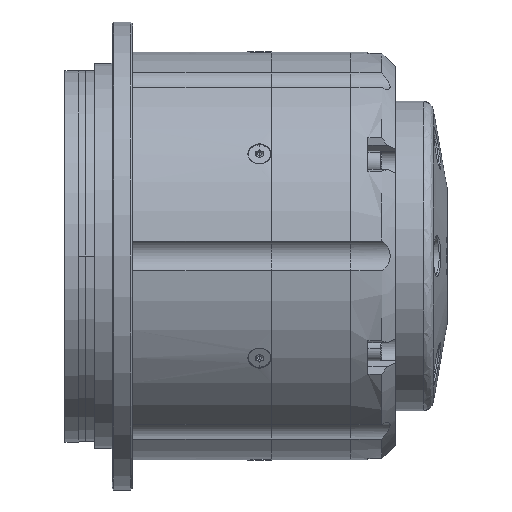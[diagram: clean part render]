
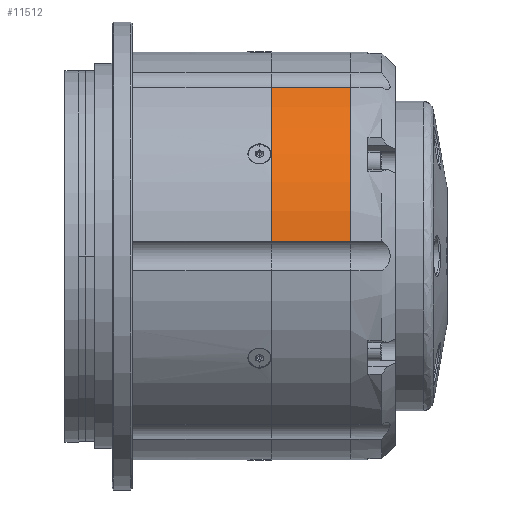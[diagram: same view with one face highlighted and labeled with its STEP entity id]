
A CAD part, left-side view. The second image highlights one B-rep face of the part: STEP entity #11512.
In plain terms, the highlighted cylindrical face has radius 59.2 mm (diameter 118.4 mm), a partial arc.
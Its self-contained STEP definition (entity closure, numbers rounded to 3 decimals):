
#11473=CARTESIAN_POINT('Axis2P3D Location',(-0.07,24.5,-0.112)) ;
#11478=CARTESIAN_POINT('Axis2P3D Location',(-0.07,13.,-0.112)) ;
#11482=CARTESIAN_POINT('Vertex',(-33.346,13.,48.851)) ;
#11484=CARTESIAN_POINT('Vertex',(-59.111,13.,4.225)) ;
#11487=CARTESIAN_POINT('Line Origine',(-33.346,24.5,48.851)) ;
#11491=CARTESIAN_POINT('Vertex',(-33.346,36.,48.851)) ;
#11494=CARTESIAN_POINT('Axis2P3D Location',(-0.07,36.,-0.112)) ;
#11498=CARTESIAN_POINT('Vertex',(-59.111,36.,4.225)) ;
#11501=CARTESIAN_POINT('Line Origine',(-59.111,24.5,4.225)) ;
#11489=VECTOR('Line Direction',#11488,1.) ;
#11503=VECTOR('Line Direction',#11502,1.) ;
#11474=DIRECTION('Axis2P3D Direction',(0.,1.,-0.)) ;
#11475=DIRECTION('Axis2P3D XDirection',(-0.997,0.,0.073)) ;
#11479=DIRECTION('Axis2P3D Direction',(0.,1.,-0.)) ;
#11488=DIRECTION('Vector Direction',(0.,1.,0.)) ;
#11495=DIRECTION('Axis2P3D Direction',(0.,1.,-0.)) ;
#11502=DIRECTION('Vector Direction',(0.,1.,0.)) ;
#11476=AXIS2_PLACEMENT_3D('Cylinder Axis2P3D',#11473,#11474,#11475) ;
#11480=AXIS2_PLACEMENT_3D('Circle Axis2P3D',#11478,#11479,$) ;
#11496=AXIS2_PLACEMENT_3D('Circle Axis2P3D',#11494,#11495,$) ;
#11490=LINE('Line',#11487,#11489) ;
#11504=LINE('Line',#11501,#11503) ;
#11481=CIRCLE('generated circle',#11480,59.2) ;
#11497=CIRCLE('generated circle',#11496,59.2) ;
#11477=CYLINDRICAL_SURFACE('generated cylinder',#11476,59.2) ;
#11486=EDGE_CURVE('',#11483,#11485,#11481,.F.) ;
#11493=EDGE_CURVE('',#11492,#11483,#11490,.F.) ;
#11500=EDGE_CURVE('',#11499,#11492,#11497,.T.) ;
#11505=EDGE_CURVE('',#11485,#11499,#11504,.T.) ;
#11506=EDGE_LOOP('',(#11507,#11508,#11509,#11510)) ;
#11507=ORIENTED_EDGE('',*,*,#11486,.F.) ;
#11508=ORIENTED_EDGE('',*,*,#11493,.F.) ;
#11509=ORIENTED_EDGE('',*,*,#11500,.F.) ;
#11510=ORIENTED_EDGE('',*,*,#11505,.F.) ;
#11483=VERTEX_POINT('',#11482) ;
#11485=VERTEX_POINT('',#11484) ;
#11492=VERTEX_POINT('',#11491) ;
#11499=VERTEX_POINT('',#11498) ;
#11512=ADVANCED_FACE('MANIFOLD_SOLID_BREP #2576',(#11511),#11477,.T.) ;
#11511=FACE_OUTER_BOUND('',#11506,.T.) ;
